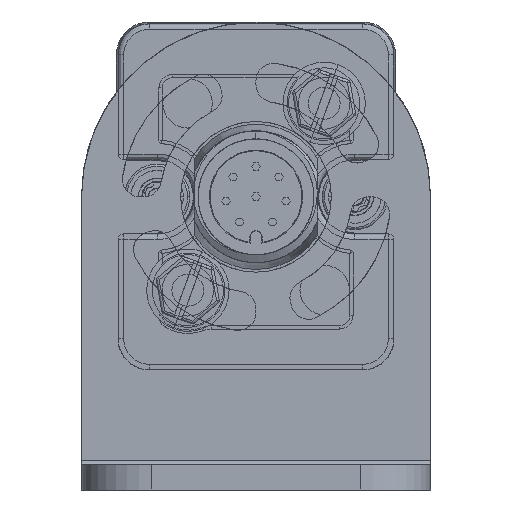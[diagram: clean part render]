
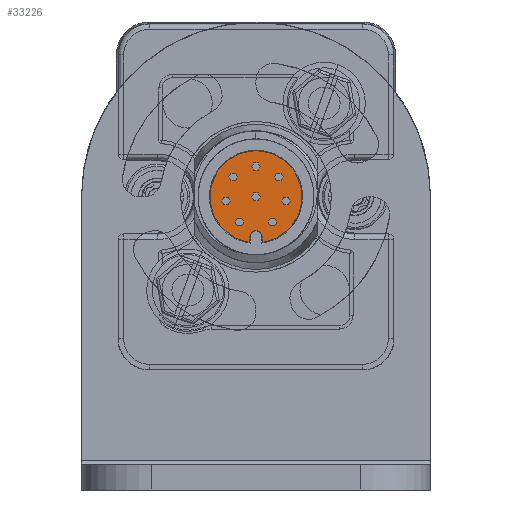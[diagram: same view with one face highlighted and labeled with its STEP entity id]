
A CAD part, left-side view. The second image highlights one B-rep face of the part: STEP entity #33226.
In plain terms, the highlighted planar face has unit normal (-1, 0, 0).
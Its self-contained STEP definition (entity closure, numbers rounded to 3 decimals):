
#15927=CARTESIAN_POINT('',(-219.694,-8.095,3.057));
#15934=CARTESIAN_POINT('',(-219.694,-7.515,7.217));
#15935=DIRECTION('',(-1.,0.,0.));
#15936=DIRECTION('',(0.,-0.138,-0.99));
#15937=AXIS2_PLACEMENT_3D('',#15934,#15935,#15936);
#15939=CARTESIAN_POINT('',(-219.694,-6.935,3.057));
#15946=DIRECTION('',(0.,0.,-1.));
#15947=VECTOR('',#15946,0.53);
#15948=CARTESIAN_POINT('',(-219.694,-6.935,3.587));
#15949=LINE('',#15948,#15947);
#15950=DIRECTION('',(0.,0.,1.));
#15951=VECTOR('',#15950,0.53);
#15952=CARTESIAN_POINT('',(-219.694,-8.095,3.057));
#15953=LINE('',#15952,#15951);
#15954=CARTESIAN_POINT('',(-219.694,-7.515,3.587));
#15955=DIRECTION('',(-1.,0.,0.));
#15956=DIRECTION('',(0.,-1.,0.));
#15957=AXIS2_PLACEMENT_3D('',#15954,#15955,#15956);
#15959=CARTESIAN_POINT('',(-219.694,-6.017,4.911));
#15960=DIRECTION('',(-1.,0.,0.));
#15961=DIRECTION('',(0.,1.,0.));
#15962=AXIS2_PLACEMENT_3D('',#15959,#15960,#15961);
#15964=CARTESIAN_POINT('',(-219.694,-6.017,4.911));
#15965=DIRECTION('',(-1.,0.,0.));
#15966=DIRECTION('',(0.,-1.,0.));
#15967=AXIS2_PLACEMENT_3D('',#15964,#15965,#15966);
#15969=CARTESIAN_POINT('',(-219.694,-4.792,6.834));
#15970=DIRECTION('',(-1.,0.,0.));
#15971=DIRECTION('',(0.,1.,0.));
#15972=AXIS2_PLACEMENT_3D('',#15969,#15970,#15971);
#15974=CARTESIAN_POINT('',(-219.694,-4.792,6.834));
#15975=DIRECTION('',(-1.,0.,0.));
#15976=DIRECTION('',(0.,-1.,0.));
#15977=AXIS2_PLACEMENT_3D('',#15974,#15975,#15976);
#15979=CARTESIAN_POINT('',(-219.694,-5.44,9.021));
#15980=DIRECTION('',(-1.,0.,0.));
#15981=DIRECTION('',(0.,1.,0.));
#15982=AXIS2_PLACEMENT_3D('',#15979,#15980,#15981);
#15984=CARTESIAN_POINT('',(-219.694,-5.44,9.021));
#15985=DIRECTION('',(-1.,0.,0.));
#15986=DIRECTION('',(0.,-1.,0.));
#15987=AXIS2_PLACEMENT_3D('',#15984,#15985,#15986);
#15989=CARTESIAN_POINT('',(-219.694,-9.013,4.911));
#15990=DIRECTION('',(-1.,0.,0.));
#15991=DIRECTION('',(0.,1.,0.));
#15992=AXIS2_PLACEMENT_3D('',#15989,#15990,#15991);
#15994=CARTESIAN_POINT('',(-219.694,-9.013,4.911));
#15995=DIRECTION('',(-1.,0.,0.));
#15996=DIRECTION('',(0.,-1.,0.));
#15997=AXIS2_PLACEMENT_3D('',#15994,#15995,#15996);
#15999=CARTESIAN_POINT('',(-219.694,-10.238,6.834));
#16000=DIRECTION('',(-1.,0.,0.));
#16001=DIRECTION('',(0.,1.,0.));
#16002=AXIS2_PLACEMENT_3D('',#15999,#16000,#16001);
#16004=CARTESIAN_POINT('',(-219.694,-10.238,6.834));
#16005=DIRECTION('',(-1.,0.,0.));
#16006=DIRECTION('',(0.,-1.,0.));
#16007=AXIS2_PLACEMENT_3D('',#16004,#16005,#16006);
#16009=CARTESIAN_POINT('',(-219.694,-7.515,9.967));
#16010=DIRECTION('',(-1.,0.,0.));
#16011=DIRECTION('',(0.,1.,0.));
#16012=AXIS2_PLACEMENT_3D('',#16009,#16010,#16011);
#16014=CARTESIAN_POINT('',(-219.694,-7.515,9.967));
#16015=DIRECTION('',(-1.,0.,0.));
#16016=DIRECTION('',(0.,-1.,0.));
#16017=AXIS2_PLACEMENT_3D('',#16014,#16015,#16016);
#16019=CARTESIAN_POINT('',(-219.694,-7.515,7.217));
#16020=DIRECTION('',(-1.,0.,0.));
#16021=DIRECTION('',(0.,1.,0.));
#16022=AXIS2_PLACEMENT_3D('',#16019,#16020,#16021);
#16024=CARTESIAN_POINT('',(-219.694,-7.515,7.217));
#16025=DIRECTION('',(-1.,0.,0.));
#16026=DIRECTION('',(0.,-1.,0.));
#16027=AXIS2_PLACEMENT_3D('',#16024,#16025,#16026);
#16029=CARTESIAN_POINT('',(-219.694,-9.59,9.021));
#16030=DIRECTION('',(-1.,0.,0.));
#16031=DIRECTION('',(0.,1.,0.));
#16032=AXIS2_PLACEMENT_3D('',#16029,#16030,#16031);
#16034=CARTESIAN_POINT('',(-219.694,-9.59,9.021));
#16035=DIRECTION('',(-1.,0.,0.));
#16036=DIRECTION('',(0.,-1.,0.));
#16037=AXIS2_PLACEMENT_3D('',#16034,#16035,#16036);
#17301=CARTESIAN_POINT('',(-219.694,-5.617,4.911));
#17302=CARTESIAN_POINT('',(-219.694,-6.417,4.911));
#17303=VERTEX_POINT('',#17301);
#17304=VERTEX_POINT('',#17302);
#17305=CARTESIAN_POINT('',(-219.694,-4.392,6.834));
#17306=CARTESIAN_POINT('',(-219.694,-5.192,6.834));
#17307=VERTEX_POINT('',#17305);
#17308=VERTEX_POINT('',#17306);
#17309=CARTESIAN_POINT('',(-219.694,-5.04,9.021));
#17310=CARTESIAN_POINT('',(-219.694,-5.84,9.021));
#17311=VERTEX_POINT('',#17309);
#17312=VERTEX_POINT('',#17310);
#17463=VERTEX_POINT('',#15939);
#17465=VERTEX_POINT('',#15927);
#17471=CARTESIAN_POINT('',(-219.694,-6.935,3.587));
#17472=VERTEX_POINT('',#17471);
#17473=CARTESIAN_POINT('',(-219.694,-8.095,3.587));
#17474=VERTEX_POINT('',#17473);
#17475=CARTESIAN_POINT('',(-219.694,-7.115,9.967));
#17476=CARTESIAN_POINT('',(-219.694,-7.915,9.967));
#17477=VERTEX_POINT('',#17475);
#17478=VERTEX_POINT('',#17476);
#17479=CARTESIAN_POINT('',(-219.694,-7.115,7.217));
#17480=CARTESIAN_POINT('',(-219.694,-7.915,7.217));
#17481=VERTEX_POINT('',#17479);
#17482=VERTEX_POINT('',#17480);
#17483=CARTESIAN_POINT('',(-219.694,-9.19,9.021));
#17484=CARTESIAN_POINT('',(-219.694,-9.99,9.021));
#17485=VERTEX_POINT('',#17483);
#17486=VERTEX_POINT('',#17484);
#17531=CARTESIAN_POINT('',(-219.694,-8.613,4.911));
#17532=CARTESIAN_POINT('',(-219.694,-9.413,4.911));
#17533=VERTEX_POINT('',#17531);
#17534=VERTEX_POINT('',#17532);
#17535=CARTESIAN_POINT('',(-219.694,-9.838,6.834));
#17536=CARTESIAN_POINT('',(-219.694,-10.638,6.834));
#17537=VERTEX_POINT('',#17535);
#17538=VERTEX_POINT('',#17536);
#33165=CARTESIAN_POINT('',(-219.694,-7.515,7.217));
#33166=DIRECTION('',(-1.,0.,0.));
#33167=DIRECTION('',(0.,0.,1.));
#33168=AXIS2_PLACEMENT_3D('',#33165,#33166,#33167);
#33169=PLANE('',#33168);
#33171=ORIENTED_EDGE('',*,*,#33170,.T.);
#33172=ORIENTED_EDGE('',*,*,#33144,.F.);
#33173=ORIENTED_EDGE('',*,*,#33156,.T.);
#33175=ORIENTED_EDGE('',*,*,#33174,.T.);
#33176=EDGE_LOOP('',(#33171,#33172,#33173,#33175));
#33177=FACE_OUTER_BOUND('',#33176,.F.);
#33179=ORIENTED_EDGE('',*,*,#33178,.T.);
#33181=ORIENTED_EDGE('',*,*,#33180,.T.);
#33182=EDGE_LOOP('',(#33179,#33181));
#33183=FACE_BOUND('',#33182,.F.);
#33185=ORIENTED_EDGE('',*,*,#33184,.T.);
#33187=ORIENTED_EDGE('',*,*,#33186,.T.);
#33188=EDGE_LOOP('',(#33185,#33187));
#33189=FACE_BOUND('',#33188,.F.);
#33191=ORIENTED_EDGE('',*,*,#33190,.T.);
#33193=ORIENTED_EDGE('',*,*,#33192,.T.);
#33194=EDGE_LOOP('',(#33191,#33193));
#33195=FACE_BOUND('',#33194,.F.);
#33197=ORIENTED_EDGE('',*,*,#33196,.T.);
#33199=ORIENTED_EDGE('',*,*,#33198,.T.);
#33200=EDGE_LOOP('',(#33197,#33199));
#33201=FACE_BOUND('',#33200,.F.);
#33203=ORIENTED_EDGE('',*,*,#33202,.T.);
#33205=ORIENTED_EDGE('',*,*,#33204,.T.);
#33206=EDGE_LOOP('',(#33203,#33205));
#33207=FACE_BOUND('',#33206,.F.);
#33209=ORIENTED_EDGE('',*,*,#33208,.T.);
#33211=ORIENTED_EDGE('',*,*,#33210,.T.);
#33212=EDGE_LOOP('',(#33209,#33211));
#33213=FACE_BOUND('',#33212,.F.);
#33215=ORIENTED_EDGE('',*,*,#33214,.T.);
#33217=ORIENTED_EDGE('',*,*,#33216,.T.);
#33218=EDGE_LOOP('',(#33215,#33217));
#33219=FACE_BOUND('',#33218,.F.);
#33221=ORIENTED_EDGE('',*,*,#33220,.T.);
#33223=ORIENTED_EDGE('',*,*,#33222,.T.);
#33224=EDGE_LOOP('',(#33221,#33223));
#33225=FACE_BOUND('',#33224,.F.);
#33226=ADVANCED_FACE('',(#33177,#33183,#33189,#33195,#33201,#33207,#33213,
#33219,#33225),#33169,.T.);
#15938=CIRCLE('',#15937,4.2);
#15958=CIRCLE('',#15957,0.58);
#15963=CIRCLE('',#15962,0.4);
#15968=CIRCLE('',#15967,0.4);
#15973=CIRCLE('',#15972,0.4);
#15978=CIRCLE('',#15977,0.4);
#15983=CIRCLE('',#15982,0.4);
#15988=CIRCLE('',#15987,0.4);
#15993=CIRCLE('',#15992,0.4);
#15998=CIRCLE('',#15997,0.4);
#16003=CIRCLE('',#16002,0.4);
#16008=CIRCLE('',#16007,0.4);
#16013=CIRCLE('',#16012,0.4);
#16018=CIRCLE('',#16017,0.4);
#16023=CIRCLE('',#16022,0.4);
#16028=CIRCLE('',#16027,0.4);
#16033=CIRCLE('',#16032,0.4);
#16038=CIRCLE('',#16037,0.4);
#33144=EDGE_CURVE('',#17465,#17463,#15938,.T.);
#33156=EDGE_CURVE('',#17465,#17474,#15953,.T.);
#33170=EDGE_CURVE('',#17472,#17463,#15949,.T.);
#33174=EDGE_CURVE('',#17474,#17472,#15958,.T.);
#33178=EDGE_CURVE('',#17303,#17304,#15963,.T.);
#33180=EDGE_CURVE('',#17304,#17303,#15968,.T.);
#33184=EDGE_CURVE('',#17307,#17308,#15973,.T.);
#33186=EDGE_CURVE('',#17308,#17307,#15978,.T.);
#33190=EDGE_CURVE('',#17311,#17312,#15983,.T.);
#33192=EDGE_CURVE('',#17312,#17311,#15988,.T.);
#33196=EDGE_CURVE('',#17533,#17534,#15993,.T.);
#33198=EDGE_CURVE('',#17534,#17533,#15998,.T.);
#33202=EDGE_CURVE('',#17537,#17538,#16003,.T.);
#33204=EDGE_CURVE('',#17538,#17537,#16008,.T.);
#33208=EDGE_CURVE('',#17477,#17478,#16013,.T.);
#33210=EDGE_CURVE('',#17478,#17477,#16018,.T.);
#33214=EDGE_CURVE('',#17481,#17482,#16023,.T.);
#33216=EDGE_CURVE('',#17482,#17481,#16028,.T.);
#33220=EDGE_CURVE('',#17485,#17486,#16033,.T.);
#33222=EDGE_CURVE('',#17486,#17485,#16038,.T.);
